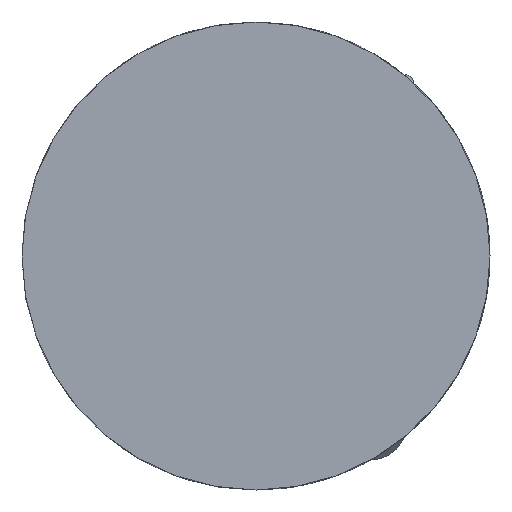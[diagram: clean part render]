
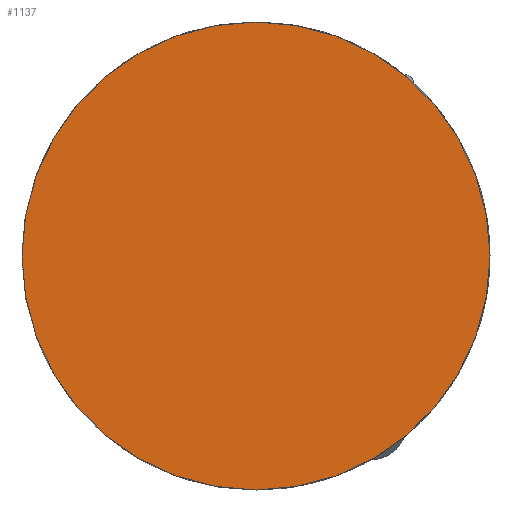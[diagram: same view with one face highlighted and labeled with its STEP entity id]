
A CAD part, front view. The second image highlights one B-rep face of the part: STEP entity #1137.
In plain terms, the highlighted planar face has unit normal (0, -1, 0).
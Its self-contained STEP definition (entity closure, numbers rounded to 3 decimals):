
#2 = DIRECTION ( 'NONE',  ( 0., 0., -1. ) ) ;
#29 = CARTESIAN_POINT ( 'NONE',  ( 450., -16., 712. ) ) ;
#81 = PLANE ( 'NONE',  #4160 ) ;
#123 = DIRECTION ( 'NONE',  ( 0., -1., 0. ) ) ;
#225 = DIRECTION ( 'NONE',  ( 0., 0., -1. ) ) ;
#232 = DIRECTION ( 'NONE',  ( 0., -1., 0. ) ) ;
#238 = CARTESIAN_POINT ( 'NONE',  ( 450., -16., 712. ) ) ;
#296 = AXIS2_PLACEMENT_3D ( 'NONE', #2332, #2319, #2361 ) ;
#396 = FACE_OUTER_BOUND ( 'NONE', #4062, .T. ) ;
#1083 = AXIS2_PLACEMENT_3D ( 'NONE', #238, #232, #225 ) ;
#1137 = ADVANCED_FACE ( 'NONE', ( #396 ), #81, .T. ) ;
#1810 = CARTESIAN_POINT ( 'NONE',  ( 450., -16., 754.3 ) ) ;
#2319 = DIRECTION ( 'NONE',  ( 0., -1., 0. ) ) ;
#2332 = CARTESIAN_POINT ( 'NONE',  ( 450., -16., 712. ) ) ;
#2361 = DIRECTION ( 'NONE',  ( 0., 0., -1. ) ) ;
#2826 = CARTESIAN_POINT ( 'NONE',  ( 450., -16., 669.7 ) ) ;
#3538 = EDGE_CURVE ( 'NONE', #5488, #5545, #4244, .T. ) ;
#3668 = ORIENTED_EDGE ( 'NONE', *, *, #3538, .T. ) ;
#3674 = ORIENTED_EDGE ( 'NONE', *, *, #5403, .T. ) ;
#4062 = EDGE_LOOP ( 'NONE', ( #3668, #3674 ) ) ;
#4160 = AXIS2_PLACEMENT_3D ( 'NONE', #29, #123, #2 ) ;
#4244 = CIRCLE ( 'NONE', #296, 42.3 ) ;
#5403 = EDGE_CURVE ( 'NONE', #5545, #5488, #5519, .T. ) ;
#5488 = VERTEX_POINT ( 'NONE', #2826 ) ;
#5519 = CIRCLE ( 'NONE', #1083, 42.3 ) ;
#5545 = VERTEX_POINT ( 'NONE', #1810 ) ;
